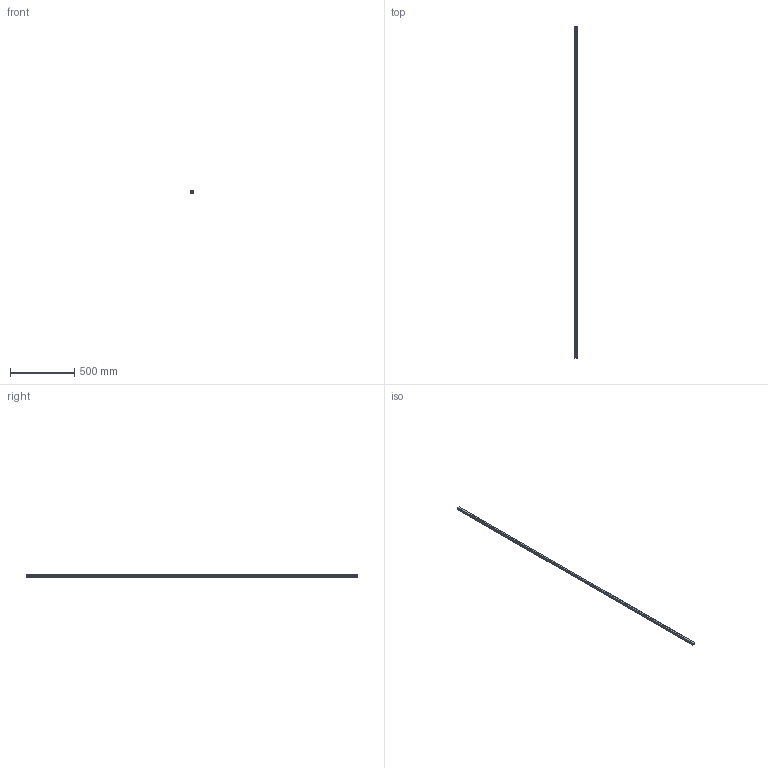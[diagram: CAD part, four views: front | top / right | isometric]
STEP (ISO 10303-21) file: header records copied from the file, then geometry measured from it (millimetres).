
FILE_DESCRIPTION(('STEP AP214'),'1');
FILE_NAME('cctmp_D54BE5CB-B34D-42A0-879B-363112DC9E02_2021_01_22_13_31_38_0141..stp','2021-01-22T12:31:38',('HIWIN GmbH'),('CADClick - www.CADClick.com'),'Spatial InterOp 3D',' ','unknown authorization');
FILE_SCHEMA(('AUTOMOTIVE_DESIGN'));
Length unit declared in the file: millimetre
Products named in the file (1): HGR20T2580C_FILE
Bounding box: 20 x 2580 x 17.5 mm (x, y, z)
Volume: 762007.9 mm3; surface area: 205706.9 mm2
Topology: 1 solids, 1 shells, 279 faces, 733 edges, 417 vertices
Faces by surface type: cylinder 108, cone 86, plane 85
Entity records: 10169 total; most frequent: DIRECTION 1423, CARTESIAN_POINT 1344, ORIENTED_EDGE 1294, EDGE_CURVE 647, AXIS2_PLACEMENT_3D 496, LINE 431, VECTOR 431, VERTEX_POINT 417
